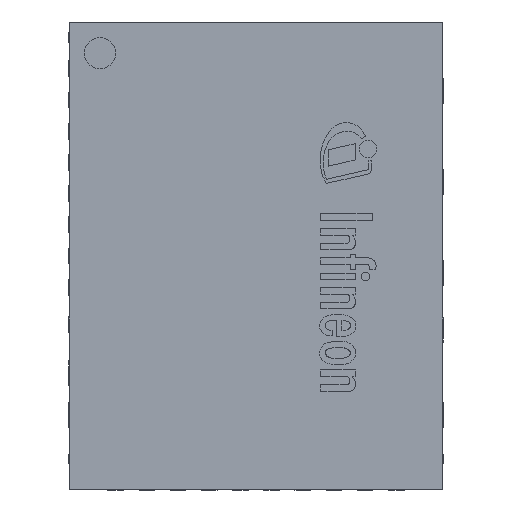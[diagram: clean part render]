
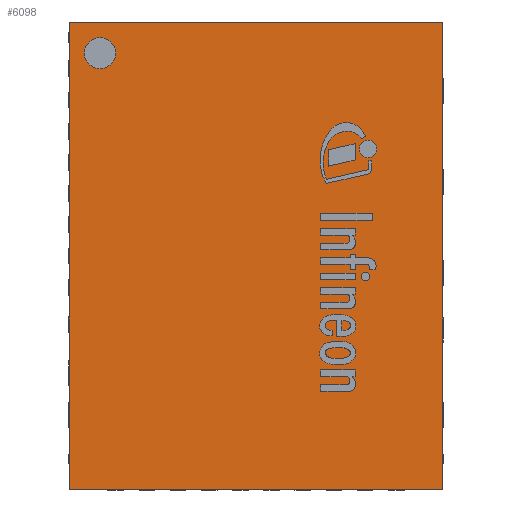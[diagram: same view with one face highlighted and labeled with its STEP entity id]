
A CAD part, top view. The second image highlights one B-rep face of the part: STEP entity #6098.
In plain terms, the highlighted planar face has unit normal (0, 0, 1).
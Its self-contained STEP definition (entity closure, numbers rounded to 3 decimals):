
#158=LINE('',#8698,#874);
#162=LINE('',#8706,#878);
#165=LINE('',#8712,#881);
#168=LINE('',#8717,#884);
#874=VECTOR('',#7008,1.);
#878=VECTOR('',#7014,1.);
#881=VECTOR('',#7019,1.);
#884=VECTOR('',#7024,1.);
#1596=PLANE('',#6518);
#1884=FACE_BOUND('',#2278,.T.);
#1899=FACE_OUTER_BOUND('',#2277,.T.);
#2277=EDGE_LOOP('',(#4282,#4283,#4284,#4285));
#2278=EDGE_LOOP('',(#4286));
#2656=CIRCLE('',#6511,0.25);
#2784=VERTEX_POINT('',#8692);
#2785=VERTEX_POINT('',#8696);
#2786=VERTEX_POINT('',#8697);
#2789=VERTEX_POINT('',#8705);
#2791=VERTEX_POINT('',#8711);
#3376=EDGE_CURVE('',#2784,#2784,#2656,.T.);
#3377=EDGE_CURVE('',#2785,#2786,#158,.T.);
#3381=EDGE_CURVE('',#2789,#2785,#162,.T.);
#3384=EDGE_CURVE('',#2791,#2789,#165,.T.);
#3387=EDGE_CURVE('',#2786,#2791,#168,.T.);
#4282=ORIENTED_EDGE('',*,*,#3387,.F.);
#4283=ORIENTED_EDGE('',*,*,#3377,.F.);
#4284=ORIENTED_EDGE('',*,*,#3381,.F.);
#4285=ORIENTED_EDGE('',*,*,#3384,.F.);
#4286=ORIENTED_EDGE('',*,*,#3376,.T.);
#6098=ADVANCED_FACE('',(#1899,#1884),#1596,.T.);
#6511=AXIS2_PLACEMENT_3D('',#8693,#7002,#7003);
#6518=AXIS2_PLACEMENT_3D('',#8720,#7028,#7029);
#7002=DIRECTION('center_axis',(0.,0.,-1.));
#7003=DIRECTION('ref_axis',(0.,1.,0.));
#7008=DIRECTION('',(1.,0.,0.));
#7014=DIRECTION('',(0.,1.,0.));
#7019=DIRECTION('',(-1.,0.,0.));
#7024=DIRECTION('',(0.,-1.,0.));
#7028=DIRECTION('center_axis',(0.,0.,1.));
#7029=DIRECTION('ref_axis',(0.,-1.,0.));
#8692=CARTESIAN_POINT('',(-2.5,3.,1.));
#8693=CARTESIAN_POINT('Origin',(-2.5,3.25,1.));
#8696=CARTESIAN_POINT('',(-2.99,3.74,1.));
#8697=CARTESIAN_POINT('',(2.99,3.74,1.));
#8698=CARTESIAN_POINT('',(-2.99,3.74,1.));
#8705=CARTESIAN_POINT('',(-2.99,-3.74,1.));
#8706=CARTESIAN_POINT('',(-2.99,-3.74,1.));
#8711=CARTESIAN_POINT('',(2.99,-3.74,1.));
#8712=CARTESIAN_POINT('',(2.99,-3.74,1.));
#8717=CARTESIAN_POINT('',(2.99,3.74,1.));
#8720=CARTESIAN_POINT('Origin',(0.,0.,1.));
